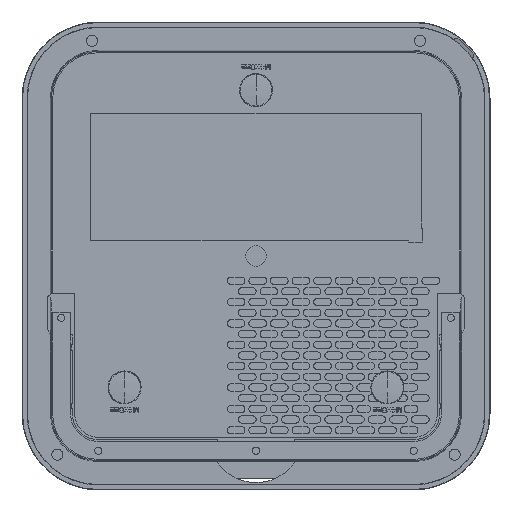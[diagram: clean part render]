
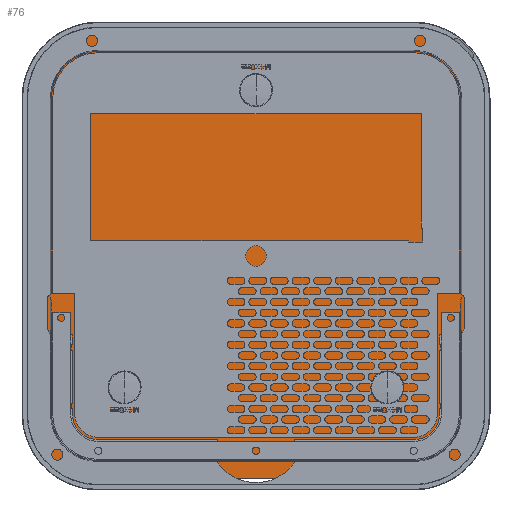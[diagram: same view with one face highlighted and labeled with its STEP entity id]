
A CAD part, front view. The second image highlights one B-rep face of the part: STEP entity #76.
In plain terms, the highlighted planar face has unit normal (0, 1, 0).
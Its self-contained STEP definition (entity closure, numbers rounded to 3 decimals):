
#1=CARTESIAN_POINT('',(-58.74,34.574,-50.265));
#2=DIRECTION('',(0.,-1.,0.));
#3=DIRECTION('',(-1.,0.,0.));
#4=AXIS2_PLACEMENT_3D('',#1,#2,#3);
#6=DIRECTION('',(1.,0.,0.));
#7=VECTOR('',#6,124.02);
#8=CARTESIAN_POINT('',(-58.74,34.574,-75.931));
#9=LINE('',#8,#7);
#10=CARTESIAN_POINT('',(65.28,34.574,-50.265));
#11=DIRECTION('',(0.,-1.,0.));
#12=DIRECTION('',(0.,0.,-1.));
#13=AXIS2_PLACEMENT_3D('',#10,#11,#12);
#15=DIRECTION('',(0.,0.,1.));
#16=VECTOR('',#15,124.02);
#17=CARTESIAN_POINT('',(90.946,34.574,-50.265));
#18=LINE('',#17,#16);
#19=CARTESIAN_POINT('',(65.28,34.574,73.755));
#20=DIRECTION('',(0.,-1.,0.));
#21=DIRECTION('',(1.,0.,0.));
#22=AXIS2_PLACEMENT_3D('',#19,#20,#21);
#24=DIRECTION('',(-1.,0.,0.));
#25=VECTOR('',#24,124.02);
#26=CARTESIAN_POINT('',(65.28,34.574,99.421));
#27=LINE('',#26,#25);
#28=CARTESIAN_POINT('',(-58.74,34.574,73.755));
#29=DIRECTION('',(0.,-1.,0.));
#30=DIRECTION('',(0.,0.,1.));
#31=AXIS2_PLACEMENT_3D('',#28,#29,#30);
#33=DIRECTION('',(0.,0.,-1.));
#34=VECTOR('',#33,124.02);
#35=CARTESIAN_POINT('',(-84.406,34.574,73.755));
#36=LINE('',#35,#34);
#37=CARTESIAN_POINT('',(90.946,34.574,73.755));
#38=CARTESIAN_POINT('',(65.28,34.574,99.421));
#39=VERTEX_POINT('',#37);
#40=VERTEX_POINT('',#38);
#41=CARTESIAN_POINT('',(-58.74,34.574,99.421));
#42=VERTEX_POINT('',#41);
#43=CARTESIAN_POINT('',(-84.406,34.574,73.755));
#44=VERTEX_POINT('',#43);
#45=CARTESIAN_POINT('',(-84.406,34.574,-50.265));
#46=VERTEX_POINT('',#45);
#47=CARTESIAN_POINT('',(-58.74,34.574,-75.931));
#48=VERTEX_POINT('',#47);
#49=CARTESIAN_POINT('',(65.28,34.574,-75.931));
#50=VERTEX_POINT('',#49);
#51=CARTESIAN_POINT('',(90.946,34.574,-50.265));
#52=VERTEX_POINT('',#51);
#53=CARTESIAN_POINT('',(3.27,34.574,11.745));
#54=DIRECTION('',(0.,1.,0.));
#55=DIRECTION('',(1.,0.,0.));
#56=AXIS2_PLACEMENT_3D('',#53,#54,#55);
#57=PLANE('',#56);
#59=ORIENTED_EDGE('',*,*,#58,.T.);
#61=ORIENTED_EDGE('',*,*,#60,.T.);
#63=ORIENTED_EDGE('',*,*,#62,.T.);
#65=ORIENTED_EDGE('',*,*,#64,.T.);
#67=ORIENTED_EDGE('',*,*,#66,.T.);
#69=ORIENTED_EDGE('',*,*,#68,.T.);
#71=ORIENTED_EDGE('',*,*,#70,.T.);
#73=ORIENTED_EDGE('',*,*,#72,.T.);
#74=EDGE_LOOP('',(#59,#61,#63,#65,#67,#69,#71,#73));
#75=FACE_OUTER_BOUND('',#74,.F.);
#5=CIRCLE('',#4,25.666);
#14=CIRCLE('',#13,25.666);
#23=CIRCLE('',#22,25.666);
#32=CIRCLE('',#31,25.666);
#58=EDGE_CURVE('',#46,#48,#5,.T.);
#60=EDGE_CURVE('',#48,#50,#9,.T.);
#62=EDGE_CURVE('',#50,#52,#14,.T.);
#64=EDGE_CURVE('',#52,#39,#18,.T.);
#66=EDGE_CURVE('',#39,#40,#23,.T.);
#68=EDGE_CURVE('',#40,#42,#27,.T.);
#70=EDGE_CURVE('',#42,#44,#32,.T.);
#72=EDGE_CURVE('',#44,#46,#36,.T.);
#76=ADVANCED_FACE('',(#75),#57,.T.);
